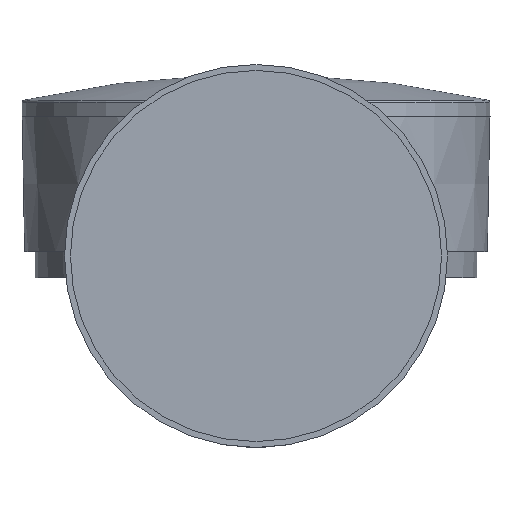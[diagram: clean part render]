
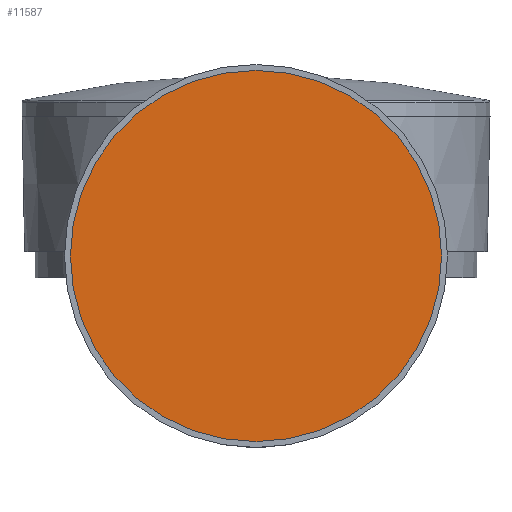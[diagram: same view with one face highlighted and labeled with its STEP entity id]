
A CAD part, front view. The second image highlights one B-rep face of the part: STEP entity #11587.
In plain terms, the highlighted planar face has unit normal (0, -1, 0).
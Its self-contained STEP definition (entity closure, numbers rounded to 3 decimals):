
#1503=FACE_OUTER_BOUND('',#2258,.T.);
#2258=EDGE_LOOP('',(#7591));
#3033=CIRCLE('',#12373,35.688);
#4485=VERTEX_POINT('',#16696);
#5644=EDGE_CURVE('',#4485,#4485,#3033,.T.);
#7591=ORIENTED_EDGE('',*,*,#5644,.T.);
#11431=PLANE('',#12375);
#11587=ADVANCED_FACE('',(#1503),#11431,.T.);
#12373=AXIS2_PLACEMENT_3D('',#16698,#13659,#13660);
#12375=AXIS2_PLACEMENT_3D('',#16756,#13667,#13668);
#13659=DIRECTION('center_axis',(0.,-1.,0.));
#13660=DIRECTION('ref_axis',(-1.,0.,0.));
#13667=DIRECTION('center_axis',(0.,-1.,0.));
#13668=DIRECTION('ref_axis',(0.,0.,
1.));
#16696=CARTESIAN_POINT('',(35.688,-76.121,-23.908));
#16698=CARTESIAN_POINT('Origin',(0.,-76.121,
-23.908));
#16756=CARTESIAN_POINT('Origin',(0.,-76.121,
-23.908));
